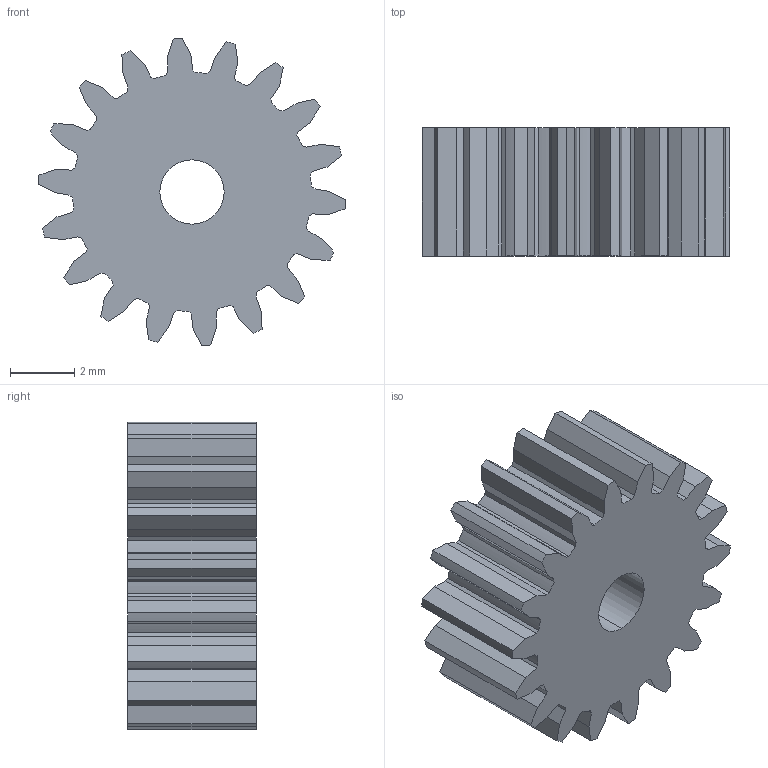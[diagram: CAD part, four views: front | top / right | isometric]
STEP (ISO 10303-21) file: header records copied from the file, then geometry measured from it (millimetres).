
FILE_DESCRIPTION (( 'STEP AP214' ), '1' );
FILE_NAME ('9.6x4 mm 18 tooth gear.STEP', '2025-09-18T19:08:08', ( '' ), ( '' ), 'SwSTEP 2.0', 'SolidWorks 2024', '' );
FILE_SCHEMA (( 'AUTOMOTIVE_DESIGN' ));
Length unit declared in the file: millimetre
Products named in the file (1): 9.6x4 mm 18 tooth gear
Bounding box: 9.59 x 4 x 9.58 mm (x, y, z)
Volume: 211.5 mm3; surface area: 347 mm2
Topology: 1 solids, 1 shells, 148 faces, 438 edges, 292 vertices
Faces by surface type: plane 110, cylinder 38
Entity records: 4956 total; most frequent: CARTESIAN_POINT 879, ORIENTED_EDGE 876, DIRECTION 812, EDGE_CURVE 438, LINE 362, VECTOR 362, VERTEX_POINT 292, AXIS2_PLACEMENT_3D 225
